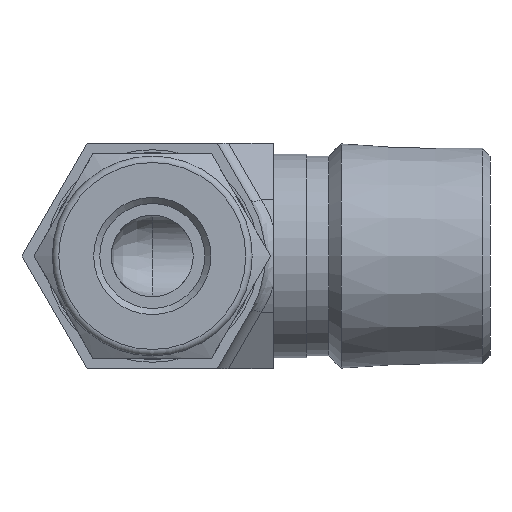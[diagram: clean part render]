
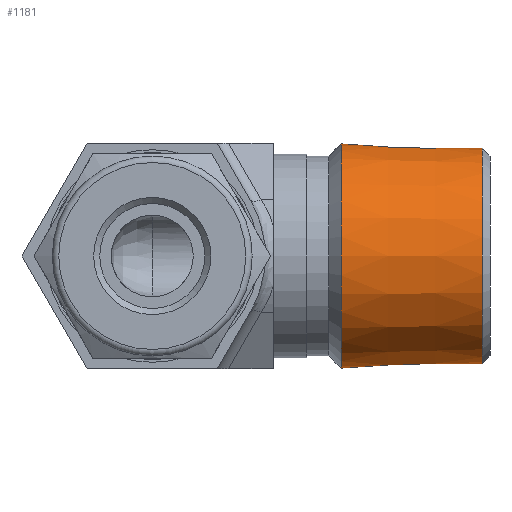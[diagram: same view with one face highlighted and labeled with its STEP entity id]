
A CAD part, left-side view. The second image highlights one B-rep face of the part: STEP entity #1181.
In plain terms, the highlighted conical face has half-angle 1.78 degrees and reference radius 8.527 mm.
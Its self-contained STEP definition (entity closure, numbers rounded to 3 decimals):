
#62=CONICAL_SURFACE('',#1342,8.527,0.031);
#149=LINE('',#2314,#225);
#225=VECTOR('',#1702,8.527);
#328=FACE_OUTER_BOUND('',#414,.T.);
#414=EDGE_LOOP('',(#1096,#1097,#1098,#1099));
#480=CIRCLE('',#1341,8.356);
#481=CIRCLE('',#1343,8.697);
#604=VERTEX_POINT('',#2308);
#605=VERTEX_POINT('',#2312);
#767=EDGE_CURVE('',#604,#604,#480,.T.);
#769=EDGE_CURVE('',#605,#605,#481,.T.);
#770=EDGE_CURVE('',#605,#604,#149,.T.);
#1096=ORIENTED_EDGE('',*,*,#769,.F.);
#1097=ORIENTED_EDGE('',*,*,#770,.T.);
#1098=ORIENTED_EDGE('',*,*,#767,.T.);
#1099=ORIENTED_EDGE('',*,*,#770,.F.);
#1181=ADVANCED_FACE('',(#328),#62,.T.);
#1341=AXIS2_PLACEMENT_3D('',#2309,#1695,#1696);
#1342=AXIS2_PLACEMENT_3D('',#2311,#1698,#1699);
#1343=AXIS2_PLACEMENT_3D('',#2313,#1700,#1701);
#1695=DIRECTION('center_axis',(0.,1.,0.));
#1696=DIRECTION('ref_axis',(1.,0.,0.));
#1698=DIRECTION('center_axis',(0.,1.,0.));
#1699=DIRECTION('ref_axis',(-1.,0.,0.));
#1700=DIRECTION('center_axis',(0.,1.,0.));
#1701=DIRECTION('ref_axis',(1.,0.,0.));
#1702=DIRECTION('',(-0.031,-1.,0.));
#2308=CARTESIAN_POINT('',(8.356,-25.616,0.));
#2309=CARTESIAN_POINT('Origin',(-0.001,-25.616,
0.));
#2311=CARTESIAN_POINT('Origin',(-0.001,-20.132,
0.));
#2312=CARTESIAN_POINT('',(8.697,-14.647,0.));
#2313=CARTESIAN_POINT('Origin',(-0.001,-14.647,
0.));
#2314=CARTESIAN_POINT('',(8.526,-20.132,0.));
